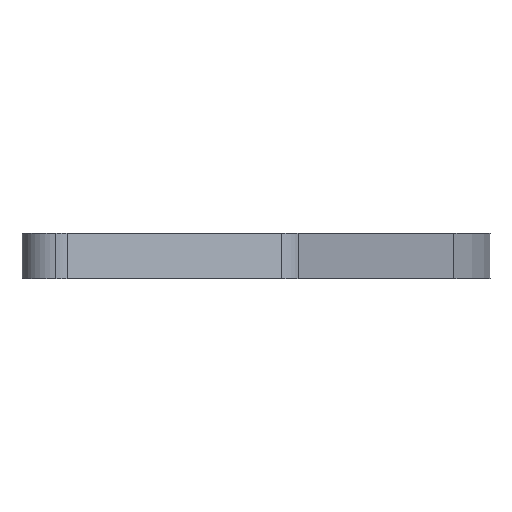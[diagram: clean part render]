
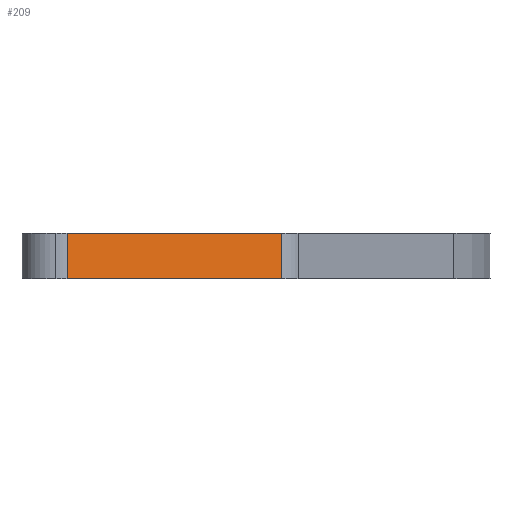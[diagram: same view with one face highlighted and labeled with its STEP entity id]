
A CAD part, left-side view. The second image highlights one B-rep face of the part: STEP entity #209.
In plain terms, the highlighted planar face has unit normal (-0.943, -0.332, 0).
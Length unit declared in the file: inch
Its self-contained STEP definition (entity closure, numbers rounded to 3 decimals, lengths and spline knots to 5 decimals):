
#24 = CARTESIAN_POINT ( 'NONE',  ( -2.4698, 1.12525, 0. ) ) ;
#205 = CARTESIAN_POINT ( 'NONE',  ( -2.05187, -0.06225, 0.25 ) ) ;
#209 = ADVANCED_FACE ( 'NONE', ( #4809 ), #4874, .T. ) ;
#370 = VECTOR ( 'NONE', #1603, 39.37008 ) ;
#394 = VERTEX_POINT ( 'NONE', #4499 ) ;
#870 = DIRECTION ( 'NONE',  ( -0.332, 0.943, 0. ) ) ;
#933 = VERTEX_POINT ( 'NONE', #24 ) ;
#1026 = LINE ( 'NONE', #5278, #1288 ) ;
#1288 = VECTOR ( 'NONE', #1467, 39.37008 ) ;
#1467 = DIRECTION ( 'NONE',  ( 0., 0., -1. ) ) ;
#1528 = ORIENTED_EDGE ( 'NONE', *, *, #3777, .F. ) ;
#1603 = DIRECTION ( 'NONE',  ( -0.332, 0.943, 0. ) ) ;
#1813 = VERTEX_POINT ( 'NONE', #3353 ) ;
#2562 = DIRECTION ( 'NONE',  ( -0.943, -0.332, 0. ) ) ;
#2579 = LINE ( 'NONE', #205, #5093 ) ;
#2662 = EDGE_CURVE ( 'NONE', #1813, #5236, #2579, .T. ) ;
#2855 = ORIENTED_EDGE ( 'NONE', *, *, #2662, .F. ) ;
#2870 = LINE ( 'NONE', #3717, #4536 ) ;
#2935 = ORIENTED_EDGE ( 'NONE', *, *, #5943, .T. ) ;
#3353 = CARTESIAN_POINT ( 'NONE',  ( -2.05187, -0.06225, 0.25 ) ) ;
#3432 = AXIS2_PLACEMENT_3D ( 'NONE', #4937, #2562, #3434 ) ;
#3434 = DIRECTION ( 'NONE',  ( 0.332, -0.943, 0. ) ) ;
#3717 = CARTESIAN_POINT ( 'NONE',  ( -1.84521, -0.64942, 0. ) ) ;
#3721 = ORIENTED_EDGE ( 'NONE', *, *, #4816, .T. ) ;
#3777 = EDGE_CURVE ( 'NONE', #5236, #933, #2870, .T. ) ;
#3920 = EDGE_LOOP ( 'NONE', ( #1528, #2855, #2935, #3721 ) ) ;
#4018 = DIRECTION ( 'NONE',  ( 0., 0., -1. ) ) ;
#4084 = CARTESIAN_POINT ( 'NONE',  ( -2.05187, -0.06225, 0. ) ) ;
#4436 = CARTESIAN_POINT ( 'NONE',  ( -1.84521, -0.64942, 0.25 ) ) ;
#4499 = CARTESIAN_POINT ( 'NONE',  ( -2.4698, 1.12525, 0.25 ) ) ;
#4536 = VECTOR ( 'NONE', #870, 39.37008 ) ;
#4809 = FACE_OUTER_BOUND ( 'NONE', #3920, .T. ) ;
#4816 = EDGE_CURVE ( 'NONE', #394, #933, #1026, .T. ) ;
#4874 = PLANE ( 'NONE',  #3432 ) ;
#4937 = CARTESIAN_POINT ( 'NONE',  ( -1.84521, -0.64942, 0.25 ) ) ;
#4958 = LINE ( 'NONE', #4436, #370 ) ;
#5093 = VECTOR ( 'NONE', #4018, 39.37008 ) ;
#5236 = VERTEX_POINT ( 'NONE', #4084 ) ;
#5278 = CARTESIAN_POINT ( 'NONE',  ( -2.4698, 1.12525, 0.25 ) ) ;
#5943 = EDGE_CURVE ( 'NONE', #1813, #394, #4958, .T. ) ;
